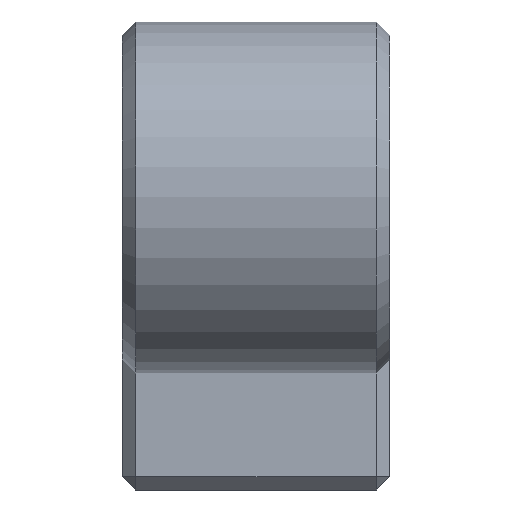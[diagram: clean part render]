
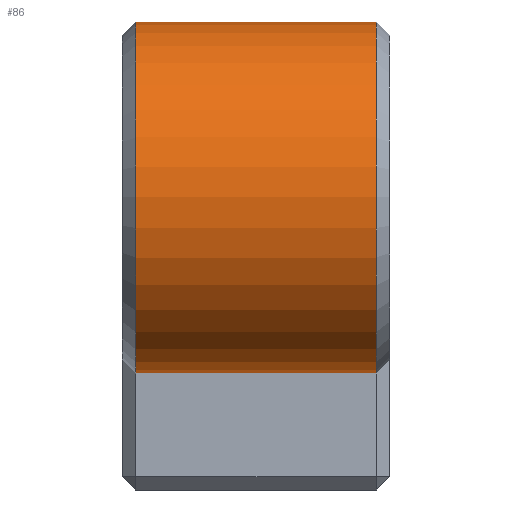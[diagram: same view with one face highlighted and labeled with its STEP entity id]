
A CAD part, left-side view. The second image highlights one B-rep face of the part: STEP entity #86.
In plain terms, the highlighted cylindrical face has radius 5.25 mm (diameter 10.5 mm), a partial arc.
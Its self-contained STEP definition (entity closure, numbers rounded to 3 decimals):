
#39 = EDGE_CURVE('',#40,#42,#44,.T.);
#40 = VERTEX_POINT('',#41);
#41 = CARTESIAN_POINT('',(6.,-0.4,14.));
#42 = VERTEX_POINT('',#43);
#43 = CARTESIAN_POINT('',(6.,-7.6,14.));
#44 = LINE('',#45,#46);
#45 = CARTESIAN_POINT('',(6.,0.,14.));
#46 = VECTOR('',#47,1.);
#47 = DIRECTION('',(0.,-1.,0.));
#86 = ADVANCED_FACE('',(#87),#114,.T.);
#87 = FACE_BOUND('',#88,.F.);
#88 = EDGE_LOOP('',(#89,#90,#99,#107));
#89 = ORIENTED_EDGE('',*,*,#39,.T.);
#90 = ORIENTED_EDGE('',*,*,#91,.T.);
#91 = EDGE_CURVE('',#42,#92,#94,.T.);
#92 = VERTEX_POINT('',#93);
#93 = CARTESIAN_POINT('',(6.,-7.6,3.5));
#94 = CIRCLE('',#95,5.25);
#95 = AXIS2_PLACEMENT_3D('',#96,#97,#98);
#96 = CARTESIAN_POINT('',(6.,-7.6,8.75));
#97 = DIRECTION('',(0.,-1.,0.));
#98 = DIRECTION('',(0.,0.,1.));
#99 = ORIENTED_EDGE('',*,*,#100,.F.);
#100 = EDGE_CURVE('',#101,#92,#103,.T.);
#101 = VERTEX_POINT('',#102);
#102 = CARTESIAN_POINT('',(6.,-0.4,3.5));
#103 = LINE('',#104,#105);
#104 = CARTESIAN_POINT('',(6.,0.,3.5));
#105 = VECTOR('',#106,1.);
#106 = DIRECTION('',(0.,-1.,0.));
#107 = ORIENTED_EDGE('',*,*,#108,.F.);
#108 = EDGE_CURVE('',#40,#101,#109,.T.);
#109 = CIRCLE('',#110,5.25);
#110 = AXIS2_PLACEMENT_3D('',#111,#112,#113);
#111 = CARTESIAN_POINT('',(6.,-0.4,8.75));
#112 = DIRECTION('',(0.,-1.,0.));
#113 = DIRECTION('',(0.,0.,1.));
#114 = CYLINDRICAL_SURFACE('',#115,5.25);
#115 = AXIS2_PLACEMENT_3D('',#116,#117,#118);
#116 = CARTESIAN_POINT('',(6.,0.,8.75));
#117 = DIRECTION('',(0.,1.,0.));
#118 = DIRECTION('',(1.,0.,0.));
